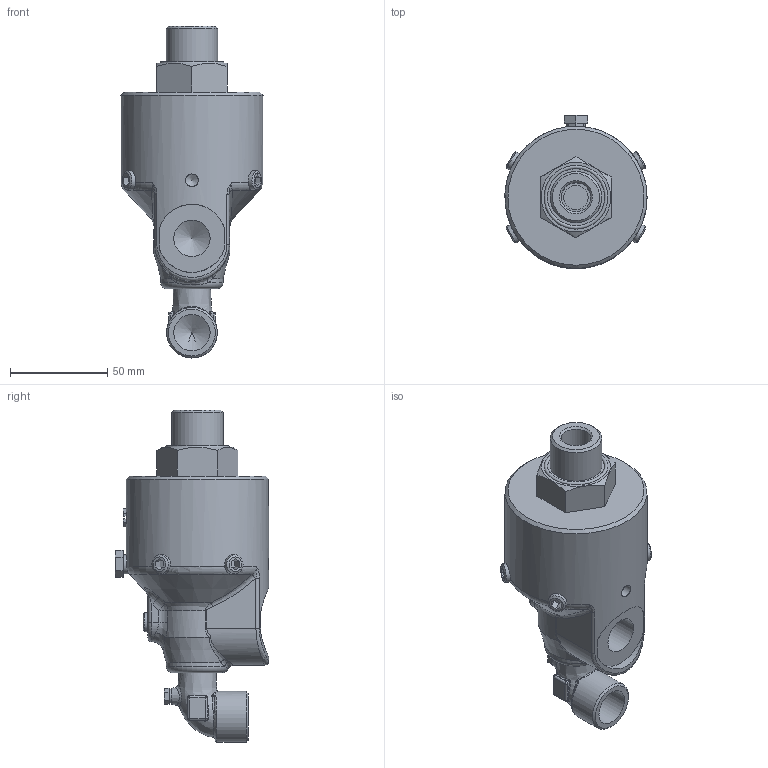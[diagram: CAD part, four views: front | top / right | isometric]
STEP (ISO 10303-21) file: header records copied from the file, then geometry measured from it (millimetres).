
FILE_DESCRIPTION((''),'2;1');
FILE_NAME('257-836-547-372.stp','2008-04-09T06:48:21',('yelliwa'),(''),'Autodesk Inventor 2008','Autodesk Inventor 2008','');
FILE_SCHEMA(('AUTOMOTIVE_DESIGN { 1 0 10303 214 1 1 1 1 }'));
Length unit declared in the file: millimetre
Products named in the file (3): 257-836-547-372; 257 Housing; Elbow
Assembly tree (2 placements, depth 2):
  257-836-547-372
    257 Housing
    Elbow
Bounding box: 72.94 x 78.61 x 170.4 mm (x, y, z)
Volume: 323132.7 mm3; surface area: 43828.1 mm2
Topology: 2 solids, 2 shells, 248 faces, 595 edges, 359 vertices
Faces by surface type: plane 89, bspline 89, cylinder 44, cone 13, sphere 8, torus 5
Full cylindrical faces by diameter (mm): 6.561 x1, 7.2 x1, 9.728 x4, 12.5 x1, 15 x1, 18.631 x1, 26 x1, 26.441 x1, 73 x1
Entity records: 15547 total; most frequent: CARTESIAN_POINT 10241, ORIENTED_EDGE 1068, DIRECTION 870, EDGE_CURVE 534, VERTEX_POINT 341, AXIS2_PLACEMENT_3D 321, EDGE_LOOP 301, FACE_OUTER_BOUND 248
